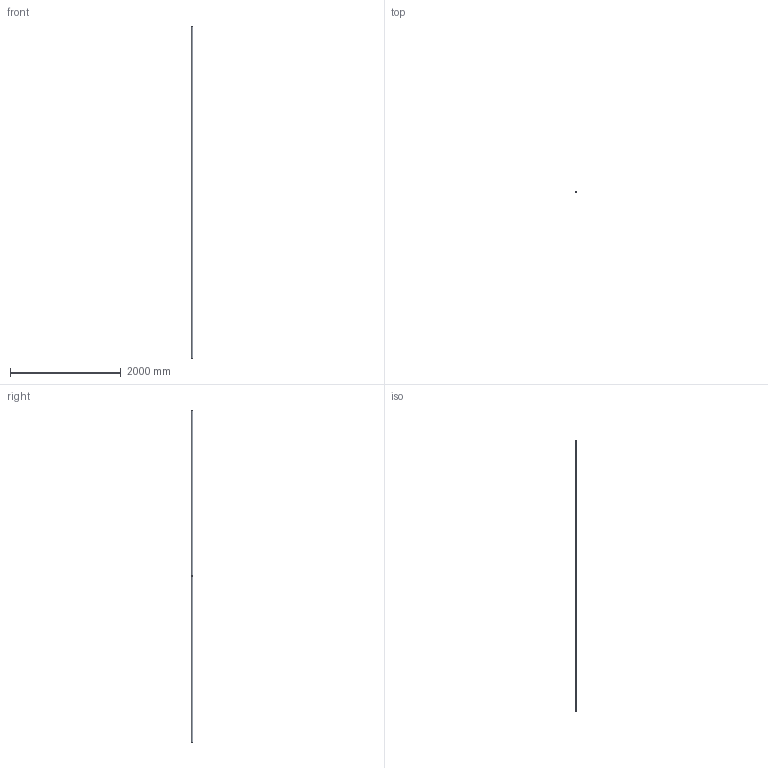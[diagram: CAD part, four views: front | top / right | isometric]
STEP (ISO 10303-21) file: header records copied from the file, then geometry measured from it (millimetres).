
FILE_DESCRIPTION (( 'STEP AP203' ), '1' );
FILE_NAME ('55109-240.step', '2024-04-29T09:24:47', ( '' ), ( '' ), 'SwSTEP 2.0', 'SolidWorks 2018', '' );
FILE_SCHEMA (( 'CONFIG_CONTROL_DESIGN' ));
Length unit declared in the file: millimetre
Products named in the file (1): 55109-240
Bounding box: 24.94 x 24.97 x 6000 mm (x, y, z)
Volume: 867079.3 mm3; surface area: 867375.7 mm2
Topology: 1 solids, 1 shells, 266 faces, 717 edges, 478 vertices
Faces by surface type: plane 122, bspline 117, cylinder 27
Full cylindrical faces by diameter (mm): 21 x1, 25 x1
Entity records: 12806 total; most frequent: CARTESIAN_POINT 6821, ORIENTED_EDGE 1430, DIRECTION 865, EDGE_CURVE 715, VERTEX_POINT 478, LINE 345, VECTOR 345, EDGE_LOOP 295
